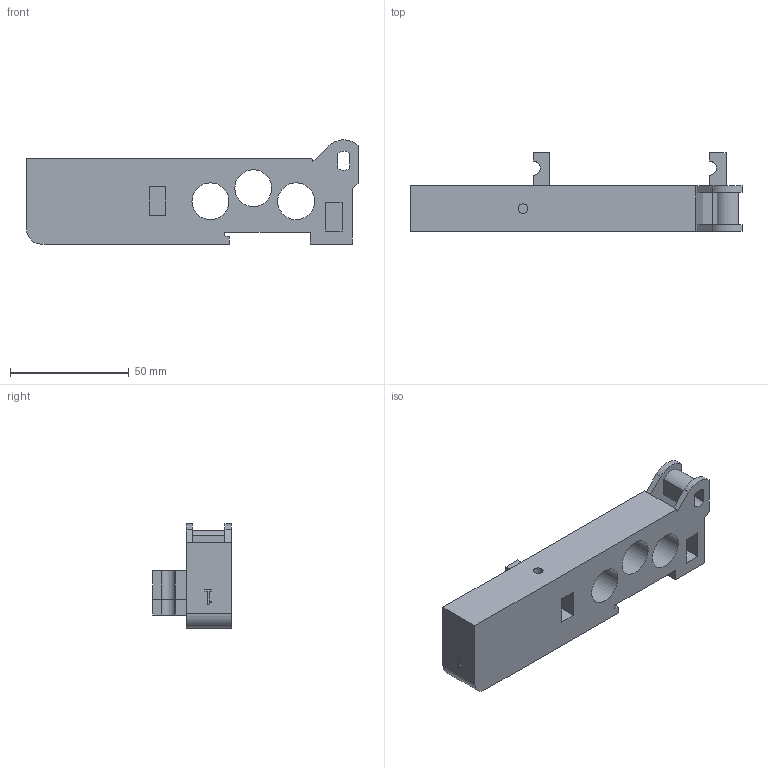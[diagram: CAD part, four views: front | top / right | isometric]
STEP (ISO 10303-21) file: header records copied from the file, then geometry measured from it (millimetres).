
FILE_DESCRIPTION((''),'2;1');
FILE_NAME('2530_01M.stp','2009-04-16T15:43:21',('brembcl1'),(''),'Autodesk Inventor 2009','Autodesk Inventor 2009','');
FILE_SCHEMA(('AUTOMOTIVE_DESIGN { 1 0 10303 214 1 1 1 1 }'));
Length unit declared in the file: millimetre
Products named in the file (1): 2530_01M
Bounding box: 139.5 x 33 x 43.78 mm (x, y, z)
Volume: 76817.2 mm3; surface area: 21855.8 mm2
Topology: 1 solids, 1 shells, 87 faces, 229 edges, 152 vertices
Faces by surface type: plane 71, cylinder 15, bspline 1
Full cylindrical faces by diameter (mm): 4 x1, 7 x2, 15.5 x3
Entity records: 2733 total; most frequent: CARTESIAN_POINT 484, ORIENTED_EDGE 446, DIRECTION 431, EDGE_CURVE 223, VECTOR 185, LINE 185, VERTEX_POINT 152, AXIS2_PLACEMENT_3D 123
